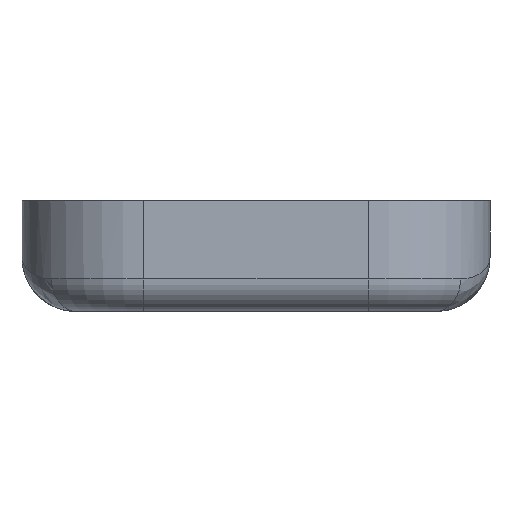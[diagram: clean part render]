
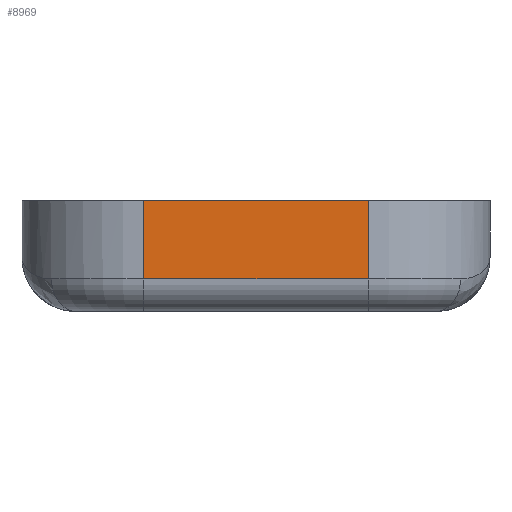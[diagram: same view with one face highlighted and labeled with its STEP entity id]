
A CAD part, left-side view. The second image highlights one B-rep face of the part: STEP entity #8969.
In plain terms, the highlighted planar face has unit normal (-1, 0, 0).
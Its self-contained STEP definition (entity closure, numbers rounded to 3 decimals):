
#1296=FACE_OUTER_BOUND('',#1829,.T.);
#1829=EDGE_LOOP('',(#8136,#8137,#8138,#8139));
#2349=LINE('',#14790,#3145);
#2641=LINE('',#16436,#3437);
#2643=LINE('',#16605,#3439);
#2645=LINE('',#16608,#3441);
#3145=VECTOR('',#11343,10.);
#3437=VECTOR('',#12315,10.);
#3439=VECTOR('',#12337,10.);
#3441=VECTOR('',#12341,10.);
#3996=VERTEX_POINT('',#14787);
#3997=VERTEX_POINT('',#14789);
#4314=VERTEX_POINT('',#16433);
#4315=VERTEX_POINT('',#16435);
#5116=EDGE_CURVE('',#3996,#3997,#2349,.T.);
#5617=EDGE_CURVE('',#4314,#4315,#2641,.T.);
#5628=EDGE_CURVE('',#3996,#4315,#2643,.T.);
#5630=EDGE_CURVE('',#3997,#4314,#2645,.T.);
#8136=ORIENTED_EDGE('',*,*,#5617,.F.);
#8137=ORIENTED_EDGE('',*,*,#5630,.F.);
#8138=ORIENTED_EDGE('',*,*,#5116,.F.);
#8139=ORIENTED_EDGE('',*,*,#5628,.T.);
#8503=PLANE('',#9831);
#8969=ADVANCED_FACE('',(#1296),#8503,.T.);
#9831=AXIS2_PLACEMENT_3D('',#16607,#12339,#12340);
#11343=DIRECTION('',(0.,-1.,0.));
#12315=DIRECTION('',(0.,1.,0.));
#12337=DIRECTION('',(0.,0.,-1.));
#12339=DIRECTION('center_axis',(-1.,0.,0.));
#12340=DIRECTION('ref_axis',(0.,1.,0.));
#12341=DIRECTION('',(0.,0.,-1.));
#14787=CARTESIAN_POINT('',(-72.5,20.775,20.5));
#14789=CARTESIAN_POINT('',(-72.5,-20.775,20.5));
#14790=CARTESIAN_POINT('',(-72.5,20.775,20.5));
#16433=CARTESIAN_POINT('',(-72.5,-20.775,6.));
#16435=CARTESIAN_POINT('',(-72.5,20.775,6.));
#16436=CARTESIAN_POINT('',(-72.5,-10.388,6.));
#16605=CARTESIAN_POINT('',(-72.5,20.775,19.));
#16607=CARTESIAN_POINT('Origin',(-72.5,-20.775,19.));
#16608=CARTESIAN_POINT('',(-72.5,-20.775,19.));
